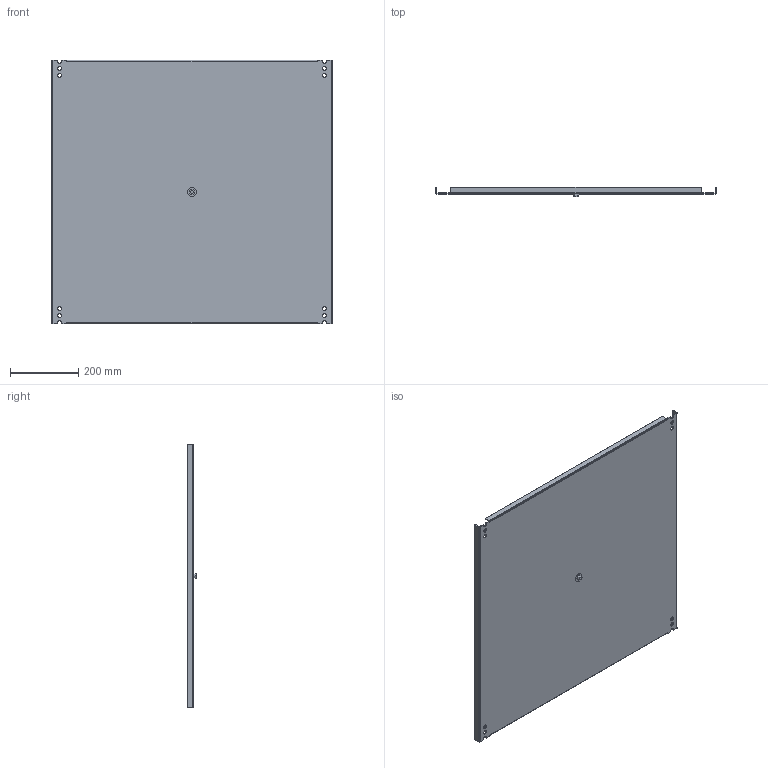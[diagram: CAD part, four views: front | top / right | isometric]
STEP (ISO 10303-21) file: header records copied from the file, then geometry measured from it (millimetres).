
FILE_DESCRIPTION (( 'STEP AP214' ), '1' );
FILE_NAME ('2CWCP36.STEP', '2019-07-17T21:34:20', ( '' ), ( '' ), 'SwSTEP 2.0', 'SolidWorks 2018', '' );
FILE_SCHEMA (( 'AUTOMOTIVE_DESIGN' ));
Length unit declared in the file: inch
Products named in the file (1): 2CWCP36
Bounding box: 825.5 x 27.18 x 774.62 mm (x, y, z)
Volume: 1655996.2 mm3; surface area: 1381750 mm2
Topology: 3 solids, 3 shells, 75 faces, 199 edges, 130 vertices
Faces by surface type: plane 52, cylinder 23
Full cylindrical faces by diameter (mm): 7.805 x1, 11.112 x8, 11.303 x1, 25.4 x1
Entity records: 3337 total; most frequent: CARTESIAN_POINT 394, DIRECTION 386, ORIENTED_EDGE 376, EDGE_CURVE 188, LINE 142, VECTOR 142, VERTEX_POINT 130, AXIS2_PLACEMENT_3D 122
